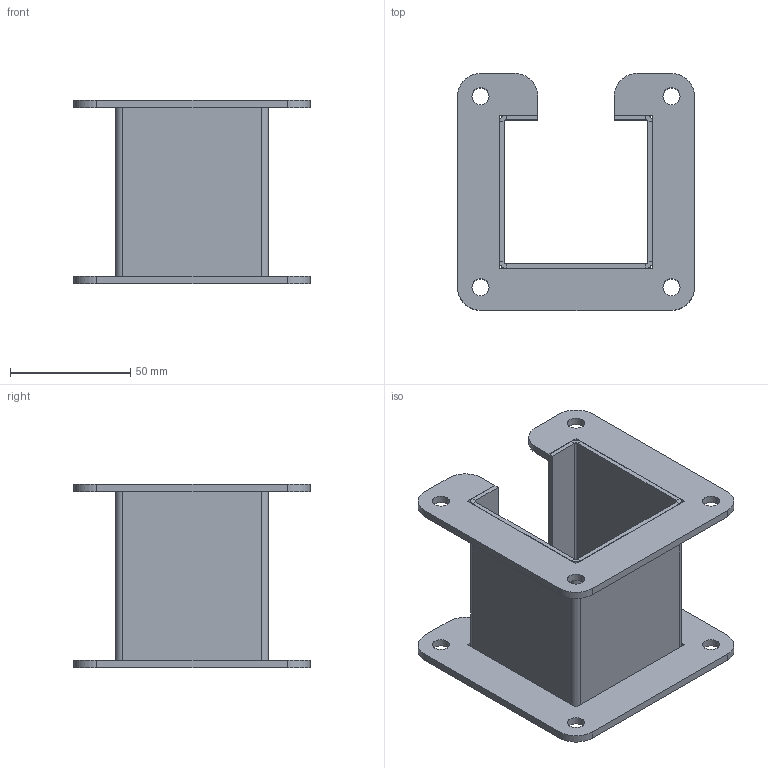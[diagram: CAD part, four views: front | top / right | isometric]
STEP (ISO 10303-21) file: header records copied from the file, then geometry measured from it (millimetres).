
FILE_DESCRIPTION(/* description */ ('LJWN, BKP,CS, 2.5X2.5X3'),/* implementation_level */ '2;1');
FILE_NAME(/* name */ 'LJWN223.stp',/* time_stamp */ '2017-11-14T13:13:56+06:00',/* author */ ('vdas'),/* organization */ (''),/* preprocessor_version */ 'ST-DEVELOPER v16.1',/* originating_system */ 'Autodesk Inventor 2016',/* authorisation */ '');
FILE_SCHEMA (('AUTOMOTIVE_DESIGN { 1 0 10303 214 3 1 1 }'));
Length unit declared in the file: inch
Products named in the file (3): LJWN223BKP; LJW2RINGP; LJWN223
Assembly tree (3 placements, depth 2):
  LJWN223
    LJWN223BKP
    LJW2RINGP  x2
Bounding box: 98.42 x 98.42 x 76.2 mm (x, y, z)
Volume: 60959 mm3; surface area: 56994.3 mm2
Topology: 3 solids, 3 shells, 86 faces, 208 edges, 128 vertices
Faces by surface type: plane 58, cylinder 28
Full cylindrical faces by diameter (mm): 7.144 x8
Entity records: 1839 total; most frequent: DIRECTION 310, CARTESIAN_POINT 290, ORIENTED_EDGE 276, EDGE_CURVE 138, AXIS2_PLACEMENT_3D 104, LINE 102, VECTOR 102, VERTEX_POINT 84
